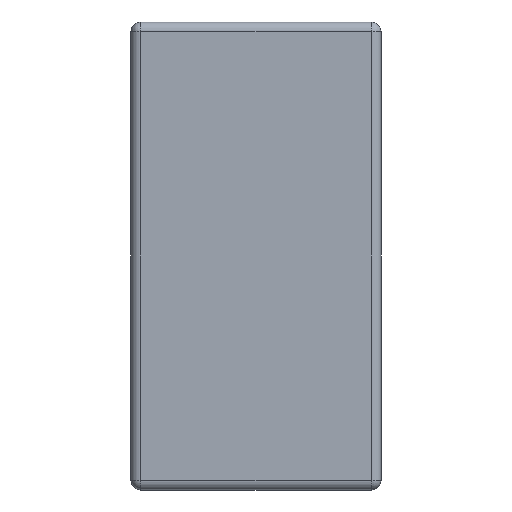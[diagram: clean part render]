
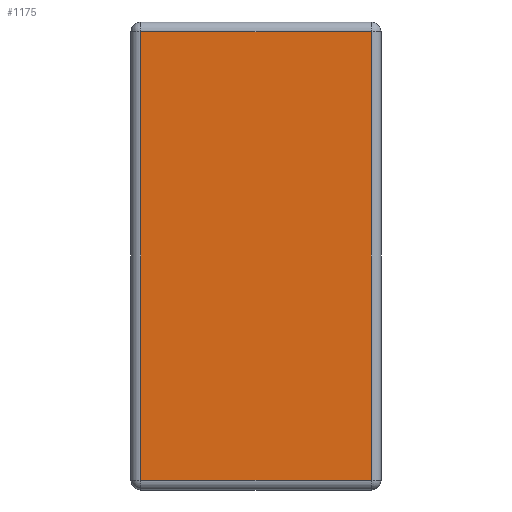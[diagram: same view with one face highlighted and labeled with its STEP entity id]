
A CAD part, left-side view. The second image highlights one B-rep face of the part: STEP entity #1175.
In plain terms, the highlighted planar face has unit normal (-1, 0, 0).
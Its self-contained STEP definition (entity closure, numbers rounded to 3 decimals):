
#143 = LINE ( 'NONE', #1612, #4524 ) ;
#289 = VERTEX_POINT ( 'NONE', #1580 ) ;
#427 = CARTESIAN_POINT ( 'NONE',  ( 0., 0., 0. ) ) ;
#547 = CARTESIAN_POINT ( 'NONE',  ( 0., 1.49, -2.84 ) ) ;
#624 = DIRECTION ( 'NONE',  ( 0., 0., 1. ) ) ;
#654 = DIRECTION ( 'NONE',  ( 0., -1., 0. ) ) ;
#781 = VERTEX_POINT ( 'NONE', #547 ) ;
#786 = ORIENTED_EDGE ( 'NONE', *, *, #1573, .T. ) ;
#869 = AXIS2_PLACEMENT_3D ( 'NONE', #427, #2259, #2306 ) ;
#958 = CARTESIAN_POINT ( 'NONE',  ( 0., 1.55, -0.06 ) ) ;
#1045 = CARTESIAN_POINT ( 'NONE',  ( 0., 0., -2.84 ) ) ;
#1076 = EDGE_CURVE ( 'NONE', #289, #1618, #3070, .T. ) ;
#1158 = EDGE_LOOP ( 'NONE', ( #4371, #3871, #1381, #786 ) ) ;
#1175 = ADVANCED_FACE ( 'NONE', ( #3183 ), #3613, .T. ) ;
#1317 = LINE ( 'NONE', #1045, #3339 ) ;
#1381 = ORIENTED_EDGE ( 'NONE', *, *, #1076, .T. ) ;
#1573 = EDGE_CURVE ( 'NONE', #1618, #781, #143, .T. ) ;
#1580 = CARTESIAN_POINT ( 'NONE',  ( 0., 0.06, -0.06 ) ) ;
#1612 = CARTESIAN_POINT ( 'NONE',  ( 0., 1.49, -2.9 ) ) ;
#1618 = VERTEX_POINT ( 'NONE', #3429 ) ;
#1798 = EDGE_CURVE ( 'NONE', #1982, #289, #3092, .T. ) ;
#1982 = VERTEX_POINT ( 'NONE', #4413 ) ;
#2259 = DIRECTION ( 'NONE',  ( -1., 0., 0. ) ) ;
#2306 = DIRECTION ( 'NONE',  ( 0., 0., 1. ) ) ;
#2341 = VECTOR ( 'NONE', #624, 1000. ) ;
#3056 = DIRECTION ( 'NONE',  ( 0., 0., -1. ) ) ;
#3070 = LINE ( 'NONE', #958, #4002 ) ;
#3092 = LINE ( 'NONE', #3161, #2341 ) ;
#3161 = CARTESIAN_POINT ( 'NONE',  ( 0., 0.06, 0. ) ) ;
#3183 = FACE_OUTER_BOUND ( 'NONE', #1158, .T. ) ;
#3339 = VECTOR ( 'NONE', #654, 1000. ) ;
#3429 = CARTESIAN_POINT ( 'NONE',  ( 0., 1.49, -0.06 ) ) ;
#3613 = PLANE ( 'NONE',  #869 ) ;
#3670 = EDGE_CURVE ( 'NONE', #781, #1982, #1317, .T. ) ;
#3871 = ORIENTED_EDGE ( 'NONE', *, *, #1798, .T. ) ;
#4002 = VECTOR ( 'NONE', #4160, 1000. ) ;
#4160 = DIRECTION ( 'NONE',  ( 0., 1., 0. ) ) ;
#4371 = ORIENTED_EDGE ( 'NONE', *, *, #3670, .T. ) ;
#4413 = CARTESIAN_POINT ( 'NONE',  ( 0., 0.06, -2.84 ) ) ;
#4524 = VECTOR ( 'NONE', #3056, 1000. ) ;
